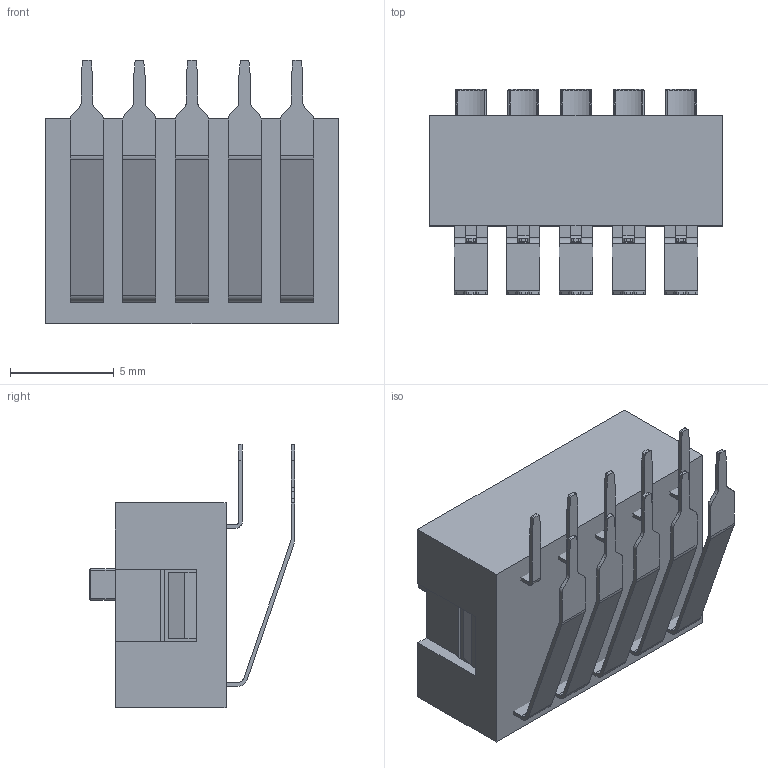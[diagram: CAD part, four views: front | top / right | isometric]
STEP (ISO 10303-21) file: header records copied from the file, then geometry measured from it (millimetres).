
FILE_DESCRIPTION(('FreeCAD Model'),'2;1');
FILE_NAME('Open CASCADE Shape Model','2025-07-24T09:36:50',(''),(''), 'Open CASCADE STEP processor 7.7','FreeCAD','Unknown');
FILE_SCHEMA(('AUTOMOTIVE_DESIGN { 1 0 10303 214 1 1 1 1 }'));
Length unit declared in the file: millimetre
Products named in the file (1): SW_DIP_5_THT_90
Bounding box: 14.12 x 9.92 x 12.74 mm (x, y, z)
Volume: 613.5 mm3; surface area: 1845.7 mm2
Topology: 11 solids, 16 shells, 1242 faces, 3693 edges, 2432 vertices
Faces by surface type: plane 847, cylinder 345, bspline 20, torus 15, revolution 10, sphere 5
Entity records: 42303 total; most frequent: CARTESIAN_POINT 8373, ORIENTED_EDGE 7376, DIRECTION 6814, EDGE_CURVE 3688, LINE 2768, VECTOR 2768, VERTEX_POINT 2432, AXIS2_PLACEMENT_3D 2018
